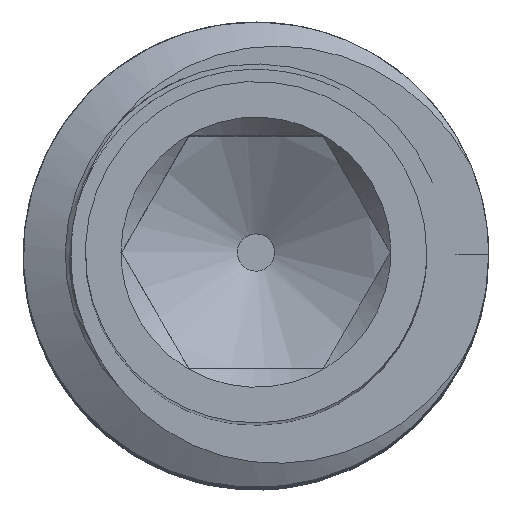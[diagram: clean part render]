
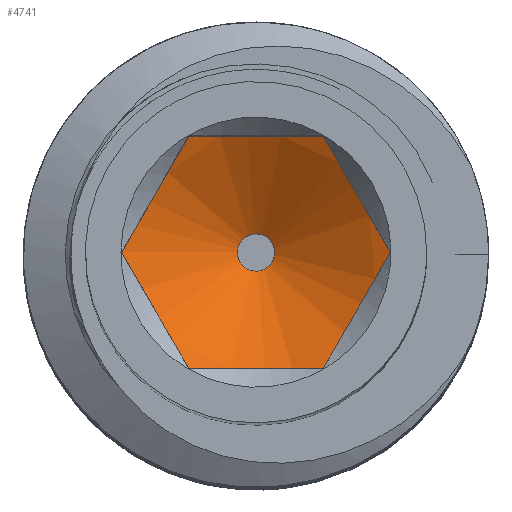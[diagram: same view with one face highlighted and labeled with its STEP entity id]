
A CAD part, top view. The second image highlights one B-rep face of the part: STEP entity #4741.
In plain terms, the highlighted free-form (B-spline) face has degree [2, 1] with [7, 2] control points.
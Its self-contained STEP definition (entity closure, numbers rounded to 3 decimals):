
#285 = VERTEX_POINT('',#286);
#286 = CARTESIAN_POINT('',(-0.555,0.962,-0.769)
  );
#291 = EDGE_CURVE('',#292,#285,#294,.T.);
#292 = VERTEX_POINT('',#293);
#293 = CARTESIAN_POINT('',(0.555,0.962,-0.769)
  );
#294 = ( BOUNDED_CURVE() B_SPLINE_CURVE(2,(#295,#296,#297),
.UNSPECIFIED.,.F.,.F.) B_SPLINE_CURVE_WITH_KNOTS((3,3),(-0.549,
0.549),.PIECEWISE_BEZIER_KNOTS.) CURVE() 
GEOMETRIC_REPRESENTATION_ITEM() RATIONAL_B_SPLINE_CURVE((1.,
1.155,1.)) REPRESENTATION_ITEM('') );
#295 = CARTESIAN_POINT('',(0.555,0.962,-0.769)
  );
#296 = CARTESIAN_POINT('',(0.,0.962,
    -0.93));
#297 = CARTESIAN_POINT('',(-0.555,0.962,-0.769
    ));
#314 = EDGE_CURVE('',#315,#292,#317,.T.);
#315 = VERTEX_POINT('',#316);
#316 = CARTESIAN_POINT('',(1.11,0.,-0.769));
#317 = ( BOUNDED_CURVE() B_SPLINE_CURVE(2,(#318,#319,#320),
.UNSPECIFIED.,.F.,.F.) B_SPLINE_CURVE_WITH_KNOTS((3,3),(-0.549,
0.549),.PIECEWISE_BEZIER_KNOTS.) CURVE() 
GEOMETRIC_REPRESENTATION_ITEM() RATIONAL_B_SPLINE_CURVE((1.,
1.155,1.)) REPRESENTATION_ITEM('') );
#318 = CARTESIAN_POINT('',(1.11,0.,
    -0.769));
#319 = CARTESIAN_POINT('',(0.833,0.481,-0.93
    ));
#320 = CARTESIAN_POINT('',(0.555,0.962,-0.769)
  );
#337 = EDGE_CURVE('',#338,#315,#340,.T.);
#338 = VERTEX_POINT('',#339);
#339 = CARTESIAN_POINT('',(0.555,-0.962,-0.769)
  );
#340 = ( BOUNDED_CURVE() B_SPLINE_CURVE(2,(#341,#342,#343),
.UNSPECIFIED.,.F.,.F.) B_SPLINE_CURVE_WITH_KNOTS((3,3),(-0.549,
0.549),.PIECEWISE_BEZIER_KNOTS.) CURVE() 
GEOMETRIC_REPRESENTATION_ITEM() RATIONAL_B_SPLINE_CURVE((1.,
1.155,1.)) REPRESENTATION_ITEM('') );
#341 = CARTESIAN_POINT('',(0.555,-0.962,-0.769
    ));
#342 = CARTESIAN_POINT('',(0.833,-0.481,
    -0.93));
#343 = CARTESIAN_POINT('',(1.11,0.,
    -0.769));
#360 = EDGE_CURVE('',#361,#338,#363,.T.);
#361 = VERTEX_POINT('',#362);
#362 = CARTESIAN_POINT('',(-0.555,-0.962,-0.769
    ));
#363 = ( BOUNDED_CURVE() B_SPLINE_CURVE(2,(#364,#365,#366),
.UNSPECIFIED.,.F.,.F.) B_SPLINE_CURVE_WITH_KNOTS((3,3),(-0.549,
0.549),.PIECEWISE_BEZIER_KNOTS.) CURVE() 
GEOMETRIC_REPRESENTATION_ITEM() RATIONAL_B_SPLINE_CURVE((1.,
1.155,1.)) REPRESENTATION_ITEM('') );
#364 = CARTESIAN_POINT('',(-0.555,-0.962,
    -0.769));
#365 = CARTESIAN_POINT('',(0.,-0.962,
    -0.93));
#366 = CARTESIAN_POINT('',(0.555,-0.962,-0.769
    ));
#383 = EDGE_CURVE('',#384,#361,#386,.T.);
#384 = VERTEX_POINT('',#385);
#385 = CARTESIAN_POINT('',(-1.11,0.,-0.769));
#386 = ( BOUNDED_CURVE() B_SPLINE_CURVE(2,(#387,#388,#389),
.UNSPECIFIED.,.F.,.F.) B_SPLINE_CURVE_WITH_KNOTS((3,3),(-0.549,
0.549),.PIECEWISE_BEZIER_KNOTS.) CURVE() 
GEOMETRIC_REPRESENTATION_ITEM() RATIONAL_B_SPLINE_CURVE((1.,
1.155,1.)) REPRESENTATION_ITEM('') );
#387 = CARTESIAN_POINT('',(-1.11,0.,
    -0.769));
#388 = CARTESIAN_POINT('',(-0.833,-0.481,
    -0.93));
#389 = CARTESIAN_POINT('',(-0.555,-0.962,
    -0.769));
#406 = EDGE_CURVE('',#285,#384,#407,.T.);
#407 = ( BOUNDED_CURVE() B_SPLINE_CURVE(2,(#408,#409,#410),
.UNSPECIFIED.,.F.,.F.) B_SPLINE_CURVE_WITH_KNOTS((3,3),(-0.549,
0.549),.PIECEWISE_BEZIER_KNOTS.) CURVE() 
GEOMETRIC_REPRESENTATION_ITEM() RATIONAL_B_SPLINE_CURVE((1.,
1.155,1.)) REPRESENTATION_ITEM('') );
#408 = CARTESIAN_POINT('',(-0.555,0.962,-0.769
    ));
#409 = CARTESIAN_POINT('',(-0.833,0.481,
    -0.93));
#410 = CARTESIAN_POINT('',(-1.11,0.,
    -0.769));
#4741 = ADVANCED_FACE('',(#4742),#4768,.F.);
#4742 = FACE_BOUND('',#4743,.F.);
#4743 = EDGE_LOOP('',(#4744,#4751,#4761,#4762,#4763,#4764,#4765,#4766,
    #4767));
#4744 = ORIENTED_EDGE('',*,*,#4745,.T.);
#4745 = EDGE_CURVE('',#384,#4746,#4748,.T.);
#4746 = VERTEX_POINT('',#4747);
#4747 = CARTESIAN_POINT('',(-0.154,0.,-1.322));
#4748 = B_SPLINE_CURVE_WITH_KNOTS('',1,(#4749,#4750),.UNSPECIFIED.,.F.,
  .F.,(2,2),(2.4,3.261),.PIECEWISE_BEZIER_KNOTS.);
#4749 = CARTESIAN_POINT('',(-1.11,0.,
    -0.769));
#4750 = CARTESIAN_POINT('',(-0.154,0.,
    -1.322));
#4751 = ORIENTED_EDGE('',*,*,#4752,.F.);
#4752 = EDGE_CURVE('',#4746,#4746,#4753,.T.);
#4753 = ( BOUNDED_CURVE() B_SPLINE_CURVE(2,(#4754,#4755,#4756,#4757,
#4758,#4759,#4760),.UNSPECIFIED.,.T.,.F.) B_SPLINE_CURVE_WITH_KNOTS((1,2
    ,2,2,2,1),(-2.094,0.,2.094,4.189,
6.283,8.378),.UNSPECIFIED.) CURVE() 
GEOMETRIC_REPRESENTATION_ITEM() RATIONAL_B_SPLINE_CURVE((1.,0.5,1.,0.5,
1.,0.5,1.)) REPRESENTATION_ITEM('') );
#4754 = CARTESIAN_POINT('',(-0.154,0.,-1.322));
#4755 = CARTESIAN_POINT('',(-0.154,0.266,
    -1.322));
#4756 = CARTESIAN_POINT('',(0.077,0.133,
    -1.322));
#4757 = CARTESIAN_POINT('',(0.308,0.,
    -1.322));
#4758 = CARTESIAN_POINT('',(0.077,-0.133,
    -1.322));
#4759 = CARTESIAN_POINT('',(-0.154,-0.266,
    -1.322));
#4760 = CARTESIAN_POINT('',(-0.154,0.,-1.322));
#4761 = ORIENTED_EDGE('',*,*,#4745,.F.);
#4762 = ORIENTED_EDGE('',*,*,#406,.F.);
#4763 = ORIENTED_EDGE('',*,*,#291,.F.);
#4764 = ORIENTED_EDGE('',*,*,#314,.F.);
#4765 = ORIENTED_EDGE('',*,*,#337,.F.);
#4766 = ORIENTED_EDGE('',*,*,#360,.F.);
#4767 = ORIENTED_EDGE('',*,*,#383,.F.);
#4768 = ( BOUNDED_SURFACE() B_SPLINE_SURFACE(2,1,(
    (#4769,#4770)
    ,(#4771,#4772)
    ,(#4773,#4774)
    ,(#4775,#4776)
    ,(#4777,#4778)
    ,(#4779,#4780)
    ,(#4781,#4782
)),.UNSPECIFIED.,.T.,.F.,.F.) B_SPLINE_SURFACE_WITH_KNOTS((1,2,2,2,2,1),
  (2,2),(-2.094,0.,2.094,4.189,6.283,
    8.378),(-3.261,-2.4),.UNSPECIFIED.) 
GEOMETRIC_REPRESENTATION_ITEM() RATIONAL_B_SPLINE_SURFACE((
    (1.,1.)
    ,(0.5,0.5)
    ,(1.,1.)
    ,(0.5,0.5)
    ,(1.,1.)
    ,(0.5,0.5)
,(1.,1.))) REPRESENTATION_ITEM('') SURFACE() );
#4769 = CARTESIAN_POINT('',(-0.154,0.,-1.322));
#4770 = CARTESIAN_POINT('',(-1.11,0.,-0.769));
#4771 = CARTESIAN_POINT('',(-0.154,-0.266,
    -1.322));
#4772 = CARTESIAN_POINT('',(-1.11,-1.923,
    -0.769));
#4773 = CARTESIAN_POINT('',(0.077,-0.133,
    -1.322));
#4774 = CARTESIAN_POINT('',(0.555,-0.962,
    -0.769));
#4775 = CARTESIAN_POINT('',(0.308,0.,
    -1.322));
#4776 = CARTESIAN_POINT('',(2.221,0.,
    -0.769));
#4777 = CARTESIAN_POINT('',(0.077,0.133,
    -1.322));
#4778 = CARTESIAN_POINT('',(0.555,0.962,-0.769
    ));
#4779 = CARTESIAN_POINT('',(-0.154,0.266,
    -1.322));
#4780 = CARTESIAN_POINT('',(-1.11,1.923,
    -0.769));
#4781 = CARTESIAN_POINT('',(-0.154,0.,-1.322));
#4782 = CARTESIAN_POINT('',(-1.11,0.,-0.769));
